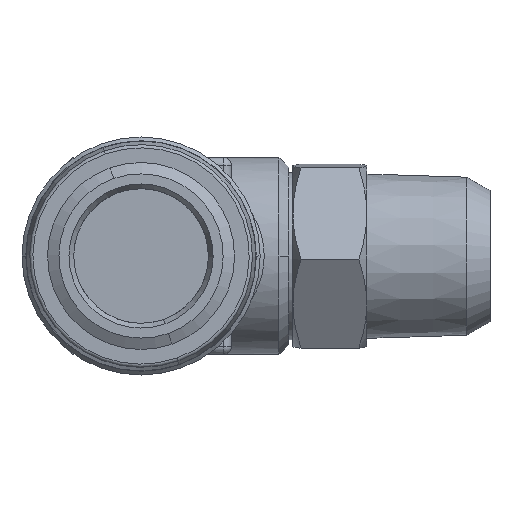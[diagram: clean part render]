
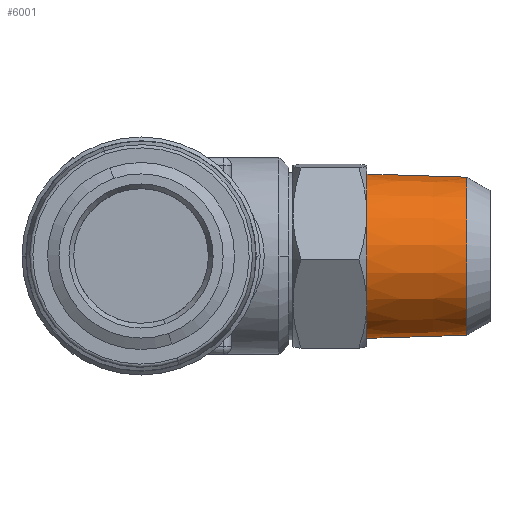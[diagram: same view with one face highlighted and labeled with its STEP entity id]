
A CAD part, left-side view. The second image highlights one B-rep face of the part: STEP entity #6001.
In plain terms, the highlighted conical face has half-angle 1.79 degrees and reference radius 4.815 mm.
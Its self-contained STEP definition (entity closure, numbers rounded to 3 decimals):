
#409 = DIRECTION ( 'NONE',  ( 0., 1., 0. ) ) ;
#420 = CARTESIAN_POINT ( 'NONE',  ( 0.029, -0.338, -0.012 ) ) ;
#428 = DIRECTION ( 'NONE',  ( -0.033, 0., 0.999 ) ) ;
#726 = AXIS2_PLACEMENT_3D ( 'NONE', #420, #409, #428 ) ;
#1114 = LINE ( 'NONE', #3328, #1115 ) ;
#1115 = VECTOR ( 'NONE', #3329, 1000. ) ;
#1119 = LINE ( 'NONE', #3355, #1120 ) ;
#1120 = VECTOR ( 'NONE', #3356, 1000. ) ;
#1482 = ORIENTED_EDGE ( 'NONE', *, *, #5853, .F. ) ;
#1483 = ORIENTED_EDGE ( 'NONE', *, *, #7426, .F. ) ;
#1484 = ORIENTED_EDGE ( 'NONE', *, *, #5849, .T. ) ;
#1485 = ORIENTED_EDGE ( 'NONE', *, *, #7425, .T. ) ;
#1930 = VERTEX_POINT ( 'NONE', #6685 ) ;
#1931 = VERTEX_POINT ( 'NONE', #6686 ) ;
#1932 = VERTEX_POINT ( 'NONE', #6687 ) ;
#1934 = VERTEX_POINT ( 'NONE', #6689 ) ;
#2270 = EDGE_LOOP ( 'NONE', ( #1482, #1483, #1484, #1485 ) ) ;
#2774 = AXIS2_PLACEMENT_3D ( 'NONE', #7371, #7373, #7375 ) ;
#2775 = AXIS2_PLACEMENT_3D ( 'NONE', #7379, #7381, #7382 ) ;
#3328 = CARTESIAN_POINT ( 'NONE',  ( -0.131, -0.338, 4.801 ) ) ;
#3329 = DIRECTION ( 'NONE',  ( -0.001, 1., 0.031 ) ) ;
#3355 = CARTESIAN_POINT ( 'NONE',  ( 0.188, -0.338, -4.824 ) ) ;
#3356 = DIRECTION ( 'NONE',  ( 0.001, 1., -0.031 ) ) ;
#5200 = CONICAL_SURFACE ( 'NONE', #726, 4.815, 0.031 ) ;
#5413 = CIRCLE ( 'NONE', #2774, 5.005 ) ;
#5414 = CIRCLE ( 'NONE', #2775, 4.815 ) ;
#5830 = FACE_OUTER_BOUND ( 'NONE', #2270, .T. ) ;
#5849 = EDGE_CURVE ( 'NONE', #1932, #1934, #1114, .T. ) ;
#5853 = EDGE_CURVE ( 'NONE', #1931, #1930, #1119, .T. ) ;
#6001 = ADVANCED_FACE ( 'NONE', ( #5830 ), #5200, .T. ) ;
#6685 = CARTESIAN_POINT ( 'NONE',  ( 0.195, 5.75, -5.014 ) ) ;
#6686 = CARTESIAN_POINT ( 'NONE',  ( 0.188, -0.338, -4.824 ) ) ;
#6687 = CARTESIAN_POINT ( 'NONE',  ( -0.131, -0.338, 4.801 ) ) ;
#6689 = CARTESIAN_POINT ( 'NONE',  ( -0.137, 5.75, 4.991 ) ) ;
#7371 = CARTESIAN_POINT ( 'NONE',  ( 0.029, 5.75, -0.012 ) ) ;
#7373 = DIRECTION ( 'NONE',  ( 0., -1., 0. ) ) ;
#7375 = DIRECTION ( 'NONE',  ( 0.033, 0., -0.999 ) ) ;
#7379 = CARTESIAN_POINT ( 'NONE',  ( 0.029, -0.338, -0.012 ) ) ;
#7381 = DIRECTION ( 'NONE',  ( 0., -1., 0. ) ) ;
#7382 = DIRECTION ( 'NONE',  ( 0.033, 0., -0.999 ) ) ;
#7425 = EDGE_CURVE ( 'NONE', #1934, #1930, #5413, .T. ) ;
#7426 = EDGE_CURVE ( 'NONE', #1932, #1931, #5414, .T. ) ;
